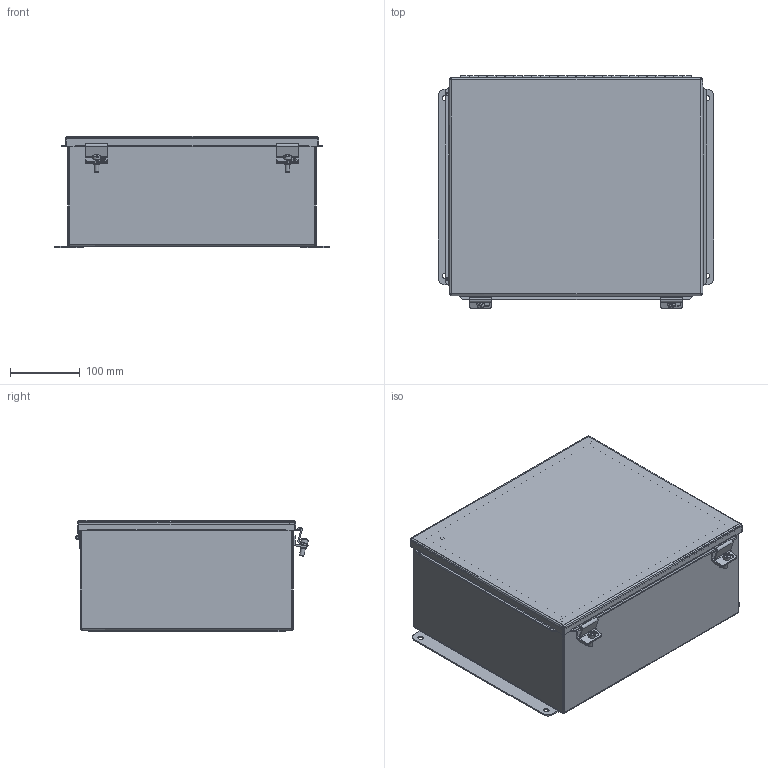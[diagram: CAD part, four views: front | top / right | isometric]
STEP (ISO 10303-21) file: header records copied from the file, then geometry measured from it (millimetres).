
FILE_DESCRIPTION(/* description */ ('JIC LID, HINGED, 16 GA. C.S., 14x12'),/* implementation_level */ '2;1');
FILE_NAME(/* name */ 'BN4141206CH.stp',/* time_stamp */ '2017-10-10T08:48:24-05:00',/* author */ ('jkolesa'),/* organization */ (''),/* preprocessor_version */ 'ST-DEVELOPER v16.1',/* originating_system */ 'Autodesk Inventor 2016',/* authorisation */ '');
FILE_SCHEMA (('AUTOMOTIVE_DESIGN { 1 0 10303 214 3 1 1 }'));
Length unit declared in the file: inch
Products named in the file (14): B_1412CH_LID; 316168; 38811; 3499; C1001; C2002; 3485; 328124LH; 328124P; 328124TH; 328124; 372135; B_141206_BKP; BN4141206CH
Assembly tree (21 placements, depth 3):
  BN4141206CH
    B_1412CH_LID
    316168  x2
    38811
    3499  x4
    C1001  x2
    C2002  x2
    3485  x2
    328124
      328124LH
      328124P
      328124TH
    372135  x2
    B_141206_BKP
Bounding box: 393.7 x 332.37 x 158.98 mm (x, y, z)
Volume: 961876 mm3; surface area: 1052003.7 mm2
Topology: 20 solids, 20 shells, 527 faces, 1325 edges, 847 vertices
Faces by surface type: plane 337, cylinder 139, bspline 42, sphere 4, cone 3, torus 2
Full cylindrical faces by diameter (mm): 2.54 x1, 2.957 x26, 3.556 x2, 3.962 x4, 4.826 x1, 4.978 x2, 6.35 x3, 7.62 x4, 7.874 x4, 8.738 x2, 10.402 x2, 15.875 x4
Entity records: 13647 total; most frequent: CARTESIAN_POINT 3096, ORIENTED_EDGE 2020, DIRECTION 1984, EDGE_CURVE 1010, LINE 748, VECTOR 748, VERTEX_POINT 664, AXIS2_PLACEMENT_3D 618
